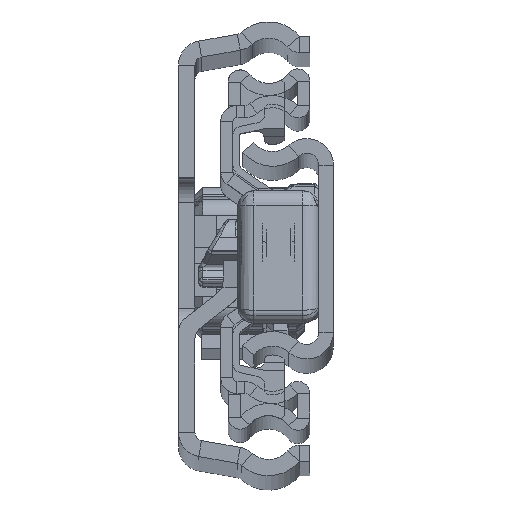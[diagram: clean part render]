
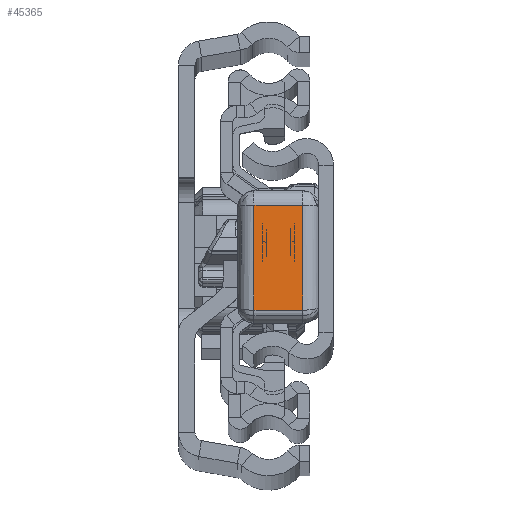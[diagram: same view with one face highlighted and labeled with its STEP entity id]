
A CAD part, top view. The second image highlights one B-rep face of the part: STEP entity #45365.
In plain terms, the highlighted face is planar.
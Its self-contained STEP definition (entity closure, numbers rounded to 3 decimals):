
#821 = VERTEX_POINT ( 'NONE', #66334 ) ;
#4655 = CARTESIAN_POINT ( 'NONE',  ( 39.636, 0.361, 8. ) ) ;
#4795 = VECTOR ( 'NONE', #24698, 1000. ) ;
#10136 = CARTESIAN_POINT ( 'NONE',  ( 39.636, 0.361, 5.5 ) ) ;
#14763 = ORIENTED_EDGE ( 'NONE', *, *, #65551, .T. ) ;
#17795 = DIRECTION ( 'NONE',  ( 0., 0., -1. ) ) ;
#19089 = VERTEX_POINT ( 'NONE', #34585 ) ;
#22038 = DIRECTION ( 'NONE',  ( 0., 1., 0. ) ) ;
#22389 = DIRECTION ( 'NONE',  ( 0., 0., -1. ) ) ;
#24047 = LINE ( 'NONE', #38918, #4795 ) ;
#24698 = DIRECTION ( 'NONE',  ( 0., -1., 0. ) ) ;
#30734 = DIRECTION ( 'NONE',  ( 0., 0., 1. ) ) ;
#30902 = VECTOR ( 'NONE', #22389, 1000. ) ;
#31939 = ORIENTED_EDGE ( 'NONE', *, *, #55368, .T. ) ;
#32040 = EDGE_LOOP ( 'NONE', ( #35387, #14763, #48980, #31939 ) ) ;
#32196 = LINE ( 'NONE', #52711, #30902 ) ;
#34585 = CARTESIAN_POINT ( 'NONE',  ( 39.636, -12.609, 2. ) ) ;
#35387 = ORIENTED_EDGE ( 'NONE', *, *, #40135, .T. ) ;
#36904 = VECTOR ( 'NONE', #30734, 1000. ) ;
#37740 = FACE_OUTER_BOUND ( 'NONE', #32040, .T. ) ;
#38918 = CARTESIAN_POINT ( 'NONE',  ( 39.636, 0., 8. ) ) ;
#40135 = EDGE_CURVE ( 'NONE', #19089, #44702, #53040, .T. ) ;
#42130 = PLANE ( 'NONE',  #66021 ) ;
#44702 = VERTEX_POINT ( 'NONE', #61489 ) ;
#45018 = VECTOR ( 'NONE', #22038, 1000. ) ;
#45365 = ADVANCED_FACE ( 'NONE', ( #37740 ), #42130, .F. ) ;
#48494 = CARTESIAN_POINT ( 'NONE',  ( 39.636, 0., 5.5 ) ) ;
#48745 = EDGE_CURVE ( 'NONE', #57380, #821, #24047, .T. ) ;
#48980 = ORIENTED_EDGE ( 'NONE', *, *, #48745, .T. ) ;
#52711 = CARTESIAN_POINT ( 'NONE',  ( 39.636, -12.609, 5.5 ) ) ;
#53040 = LINE ( 'NONE', #57425, #45018 ) ;
#55368 = EDGE_CURVE ( 'NONE', #821, #19089, #32196, .T. ) ;
#57380 = VERTEX_POINT ( 'NONE', #4655 ) ;
#57425 = CARTESIAN_POINT ( 'NONE',  ( 39.636, 0., 2. ) ) ;
#58601 = DIRECTION ( 'NONE',  ( -1., 0., 0. ) ) ;
#61489 = CARTESIAN_POINT ( 'NONE',  ( 39.636, 0.361, 2. ) ) ;
#65551 = EDGE_CURVE ( 'NONE', #44702, #57380, #66424, .T. ) ;
#66021 = AXIS2_PLACEMENT_3D ( 'NONE', #48494, #58601, #17795 ) ;
#66334 = CARTESIAN_POINT ( 'NONE',  ( 39.636, -12.609, 8. ) ) ;
#66424 = LINE ( 'NONE', #10136, #36904 ) ;
